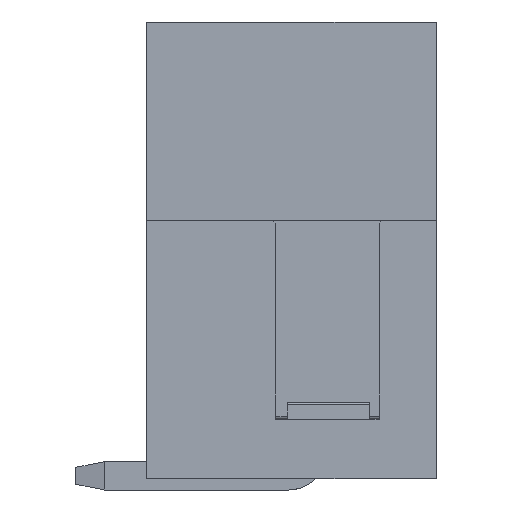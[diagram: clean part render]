
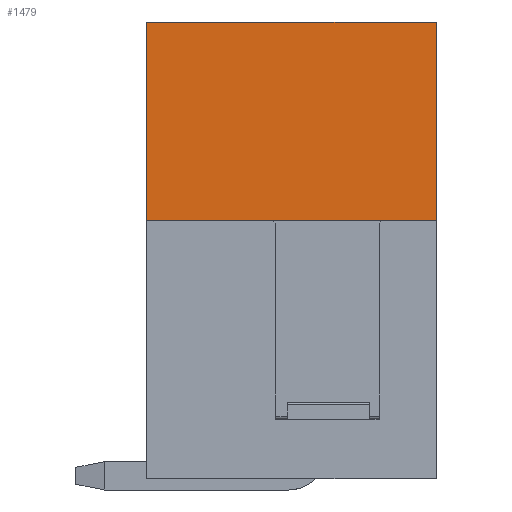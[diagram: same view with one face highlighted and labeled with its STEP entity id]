
A CAD part, left-side view. The second image highlights one B-rep face of the part: STEP entity #1479.
In plain terms, the highlighted planar face has unit normal (-1, 0, 0).
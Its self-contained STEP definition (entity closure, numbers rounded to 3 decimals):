
#802=CARTESIAN_POINT('',(-2.,2.55,4.032));
#803=VERTEX_POINT('',#802);
#804=CARTESIAN_POINT('',(-2.,-2.55,4.032));
#805=VERTEX_POINT('',#804);
#806=CARTESIAN_POINT('',(-2.,2.55,4.032));
#807=DIRECTION('',(0.,-1.,0.));
#808=VECTOR('',#807,5.1);
#809=LINE('',#806,#808);
#810=EDGE_CURVE('',#803,#805,#809,.T.);
#962=CARTESIAN_POINT('',(-2.,2.55,7.532));
#963=VERTEX_POINT('',#962);
#964=CARTESIAN_POINT('',(-2.,2.55,7.532));
#965=DIRECTION('',(0.,0.,-1.));
#966=VECTOR('',#965,3.5);
#967=LINE('',#964,#966);
#968=EDGE_CURVE('',#963,#803,#967,.T.);
#1293=CARTESIAN_POINT('',(-2.,-2.55,7.532));
#1294=VERTEX_POINT('',#1293);
#1301=CARTESIAN_POINT('',(-2.,-2.55,4.032));
#1302=DIRECTION('',(0.,0.,1.));
#1303=VECTOR('',#1302,3.5);
#1304=LINE('',#1301,#1303);
#1305=EDGE_CURVE('',#805,#1294,#1304,.T.);
#1463=CARTESIAN_POINT('',(-2.,0.,5.782));
#1464=DIRECTION('',(0.,0.,-1.));
#1465=DIRECTION('',(-1.,-0.,-0.));
#1466=AXIS2_PLACEMENT_3D('',#1463,#1465,#1464);
#1467=PLANE('',#1466);
#1468=CARTESIAN_POINT('',(-2.,-2.55,7.532));
#1469=DIRECTION('',(0.,1.,0.));
#1470=VECTOR('',#1469,5.1);
#1471=LINE('',#1468,#1470);
#1472=EDGE_CURVE('',#1294,#963,#1471,.T.);
#1473=ORIENTED_EDGE('',*,*,#1472,.T.);
#1474=ORIENTED_EDGE('',*,*,#968,.T.);
#1475=ORIENTED_EDGE('',*,*,#810,.T.);
#1476=ORIENTED_EDGE('',*,*,#1305,.T.);
#1477=EDGE_LOOP('',(#1473,#1474,#1475,#1476));
#1478=FACE_OUTER_BOUND('',#1477,.T.);
#1479=ADVANCED_FACE('',(#1478),#1467,.T.);
